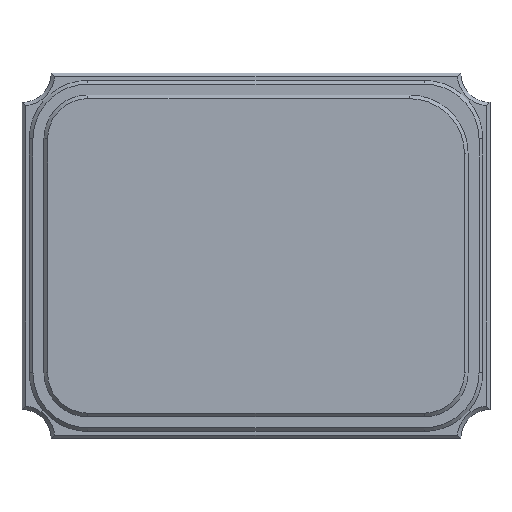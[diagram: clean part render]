
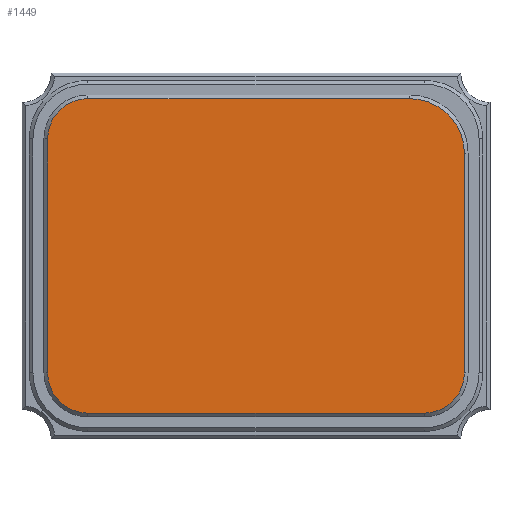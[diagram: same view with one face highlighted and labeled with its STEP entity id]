
A CAD part, top view. The second image highlights one B-rep face of the part: STEP entity #1449.
In plain terms, the highlighted planar face has unit normal (0, 0, 1).
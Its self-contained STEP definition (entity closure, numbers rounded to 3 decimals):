
#1258 = VERTEX_POINT('',#1259);
#1259 = CARTESIAN_POINT('',(-1.425,0.775,0.55));
#1265 = EDGE_CURVE('',#1258,#1266,#1268,.T.);
#1266 = VERTEX_POINT('',#1267);
#1267 = CARTESIAN_POINT('',(-1.15,1.05,0.55));
#1268 = CIRCLE('',#1269,0.275);
#1269 = AXIS2_PLACEMENT_3D('',#1270,#1271,#1272);
#1270 = CARTESIAN_POINT('',(-1.15,0.775,0.55));
#1271 = DIRECTION('',(0.,0.,-1.));
#1272 = DIRECTION('',(-0.707,0.707,
    0.));
#1290 = VERTEX_POINT('',#1291);
#1291 = CARTESIAN_POINT('',(-1.425,-0.825,0.55));
#1297 = EDGE_CURVE('',#1290,#1258,#1298,.T.);
#1298 = LINE('',#1299,#1300);
#1299 = CARTESIAN_POINT('',(-1.425,0.375,0.55));
#1300 = VECTOR('',#1301,1.);
#1301 = DIRECTION('',(0.,1.,0.));
#1316 = VERTEX_POINT('',#1317);
#1317 = CARTESIAN_POINT('',(-1.15,-1.1,0.55));
#1323 = EDGE_CURVE('',#1316,#1290,#1324,.T.);
#1324 = CIRCLE('',#1325,0.275);
#1325 = AXIS2_PLACEMENT_3D('',#1326,#1327,#1328);
#1326 = CARTESIAN_POINT('',(-1.15,-0.825,0.55));
#1327 = DIRECTION('',(0.,0.,-1.));
#1328 = DIRECTION('',(-0.707,-0.707,
    0.));
#1339 = VERTEX_POINT('',#1340);
#1340 = CARTESIAN_POINT('',(1.15,-1.1,0.55));
#1346 = EDGE_CURVE('',#1339,#1316,#1347,.T.);
#1347 = LINE('',#1348,#1349);
#1348 = CARTESIAN_POINT('',(-0.575,-1.1,0.55));
#1349 = VECTOR('',#1350,1.);
#1350 = DIRECTION('',(-1.,0.,0.));
#1365 = VERTEX_POINT('',#1366);
#1366 = CARTESIAN_POINT('',(1.425,-0.825,0.55));
#1372 = EDGE_CURVE('',#1365,#1339,#1373,.T.);
#1373 = CIRCLE('',#1374,0.275);
#1374 = AXIS2_PLACEMENT_3D('',#1375,#1376,#1377);
#1375 = CARTESIAN_POINT('',(1.15,-0.825,0.55));
#1376 = DIRECTION('',(0.,0.,-1.));
#1377 = DIRECTION('',(0.707,-0.707,0.
    ));
#1388 = VERTEX_POINT('',#1389);
#1389 = CARTESIAN_POINT('',(1.425,0.675,0.55));
#1395 = EDGE_CURVE('',#1388,#1365,#1396,.T.);
#1396 = LINE('',#1397,#1398);
#1397 = CARTESIAN_POINT('',(1.425,-0.425,0.55));
#1398 = VECTOR('',#1399,1.);
#1399 = DIRECTION('',(0.,-1.,0.));
#1414 = VERTEX_POINT('',#1415);
#1415 = CARTESIAN_POINT('',(1.05,1.05,0.55));
#1421 = EDGE_CURVE('',#1414,#1388,#1422,.T.);
#1422 = CIRCLE('',#1423,0.375);
#1423 = AXIS2_PLACEMENT_3D('',#1424,#1425,#1426);
#1424 = CARTESIAN_POINT('',(1.05,0.675,0.55));
#1425 = DIRECTION('',(0.,0.,-1.));
#1426 = DIRECTION('',(0.707,0.707,0.
    ));
#1437 = EDGE_CURVE('',#1266,#1414,#1438,.T.);
#1438 = LINE('',#1439,#1440);
#1439 = CARTESIAN_POINT('',(0.575,1.05,0.55));
#1440 = VECTOR('',#1441,1.);
#1441 = DIRECTION('',(1.,0.,0.));
#1449 = ADVANCED_FACE('',(#1450),#1460,.T.);
#1450 = FACE_BOUND('',#1451,.T.);
#1451 = EDGE_LOOP('',(#1452,#1453,#1454,#1455,#1456,#1457,#1458,#1459));
#1452 = ORIENTED_EDGE('',*,*,#1372,.F.);
#1453 = ORIENTED_EDGE('',*,*,#1395,.F.);
#1454 = ORIENTED_EDGE('',*,*,#1421,.F.);
#1455 = ORIENTED_EDGE('',*,*,#1437,.F.);
#1456 = ORIENTED_EDGE('',*,*,#1265,.F.);
#1457 = ORIENTED_EDGE('',*,*,#1297,.F.);
#1458 = ORIENTED_EDGE('',*,*,#1323,.F.);
#1459 = ORIENTED_EDGE('',*,*,#1346,.F.);
#1460 = PLANE('',#1461);
#1461 = AXIS2_PLACEMENT_3D('',#1462,#1463,#1464);
#1462 = CARTESIAN_POINT('',(0.,-0.025,0.55));
#1463 = DIRECTION('',(0.,0.,1.));
#1464 = DIRECTION('',(0.,-1.,0.));
